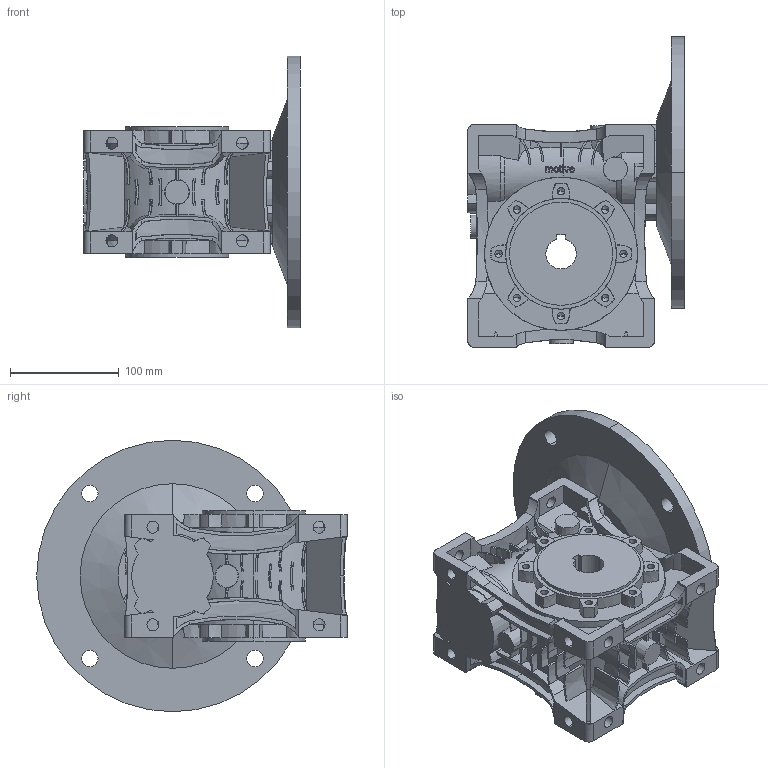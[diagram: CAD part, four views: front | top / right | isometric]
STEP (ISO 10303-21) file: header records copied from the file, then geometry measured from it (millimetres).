
FILE_DESCRIPTION (( 'STEP AP214' ), '1' );
FILE_NAME ('BOX75PAM100B5.STEP', '2013-10-02T05:53:25', ( '' ), ( '' ), 'SwSTEP 2.0', 'SolidWorks 2012', '' );
FILE_SCHEMA (( 'AUTOMOTIVE_DESIGN' ));
Length unit declared in the file: millimetre
Products named in the file (3): Box075 Input Flanges_100B5_112B5; box075; BOX75PAM100B5
Assembly tree (2 placements, depth 2):
  BOX75PAM100B5
    box075
    Box075 Input Flanges_100B5_112B5
Bounding box: 199.5 x 286 x 250 mm (x, y, z)
Volume: 2921440.3 mm3; surface area: 395541.8 mm2
Topology: 2 solids, 2 shells, 1405 faces, 4078 edges, 2691 vertices
Faces by surface type: plane 605, cylinder 379, cone 357, bspline 53, torus 11
Entity records: 52286 total; most frequent: CARTESIAN_POINT 17979, ORIENTED_EDGE 8092, DIRECTION 5806, EDGE_CURVE 4046, VERTEX_POINT 2691, AXIS2_PLACEMENT_3D 2016, VECTOR 1774, LINE 1774
